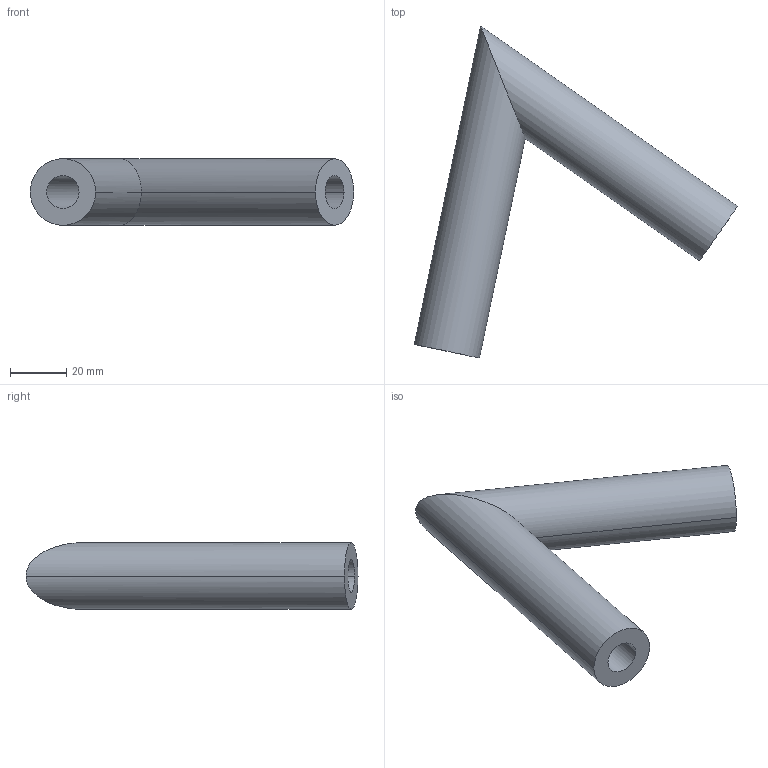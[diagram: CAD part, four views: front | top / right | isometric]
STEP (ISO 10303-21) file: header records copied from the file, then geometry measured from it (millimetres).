
FILE_DESCRIPTION(('STEP AP214'),'1');
FILE_NAME('Design1.stp','2019-07-18T10:00:36',(' '),(' '),'Spatial InterOp 3D',' ',' ');
FILE_SCHEMA(('AUTOMOTIVE_DESIGN { 1 0 10303 214 1 1 1 1 }'));
Length unit declared in the file: centimetre
Products named in the file (1): Solid
Bounding box: 115.48 x 118.54 x 23.79 mm (x, y, z)
Volume: 64421.9 mm3; surface area: 23364.2 mm2
Topology: 2 solids, 2 shells, 12 faces, 28 edges, 20 vertices
Faces by surface type: cylinder 8, plane 4
Entity records: 505 total; most frequent: DIRECTION 76, CARTESIAN_POINT 62, ORIENTED_EDGE 56, AXIS2_PLACEMENT_3D 34, EDGE_CURVE 28, VERTEX_POINT 20, EDGE_LOOP 16, STYLED_ITEM 14
